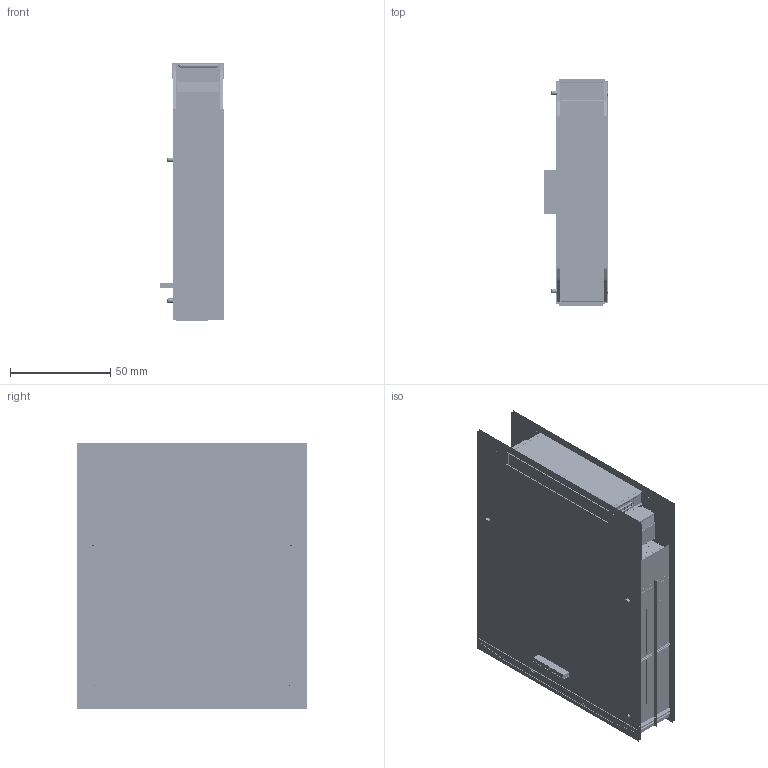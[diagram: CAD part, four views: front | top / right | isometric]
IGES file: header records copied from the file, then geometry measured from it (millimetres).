
Start section:  PTC IGES file: 174029.igs
Global section: file name: 174029.igs; native system: Creo Parametric by PTC Inc.; preprocessor: 2019292; author: PDMAdmin; organization: Unknown; date: 20220418.120635; units: millimetre
Bounding box: 32.3 x 114.57 x 133.45 mm (x, y, z)
Volume: 103947.5 mm3; surface area: 1311848 mm2
Topology: 78 solids, 94 shells, 12150 faces, 68256 edges, 89916 vertices
Faces by surface type: bspline 9908, revolution 2242
